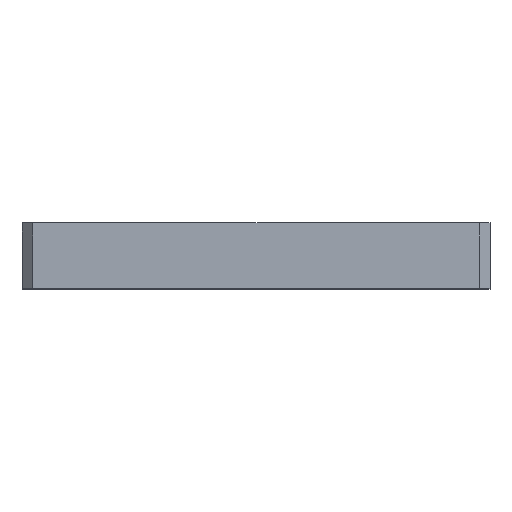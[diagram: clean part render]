
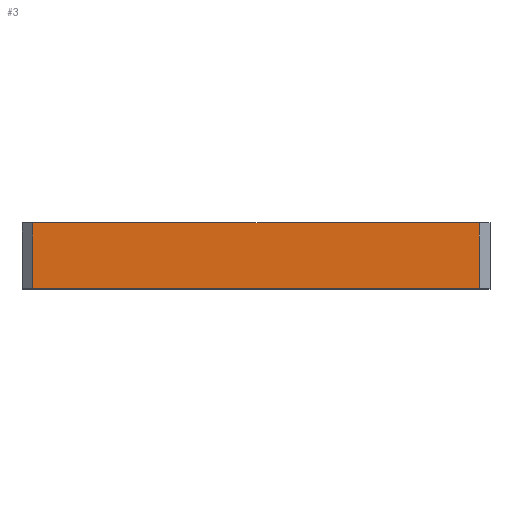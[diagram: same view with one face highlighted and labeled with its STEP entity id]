
A CAD part, top view. The second image highlights one B-rep face of the part: STEP entity #3.
In plain terms, the highlighted planar face has unit normal (0, 0, 1).
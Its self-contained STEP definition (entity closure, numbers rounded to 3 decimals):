
#2 = ORIENTED_EDGE ( 'NONE', *, *, #821, .T. ) ;
#3 = ADVANCED_FACE ( 'NONE', ( #271 ), #339, .F. ) ;
#61 = AXIS2_PLACEMENT_3D ( 'NONE', #264, #836, #581 ) ;
#73 = CARTESIAN_POINT ( 'NONE',  ( -35.5, -74.5, -13.5 ) ) ;
#75 = EDGE_CURVE ( 'NONE', #943, #480, #578, .T. ) ;
#85 = DIRECTION ( 'NONE',  ( 1., 0., 0. ) ) ;
#109 = DIRECTION ( 'NONE',  ( 1., 0., 0. ) ) ;
#264 = CARTESIAN_POINT ( 'NONE',  ( 6.5, -74.5, -13.5 ) ) ;
#271 = FACE_OUTER_BOUND ( 'NONE', #650, .T. ) ;
#304 = CARTESIAN_POINT ( 'NONE',  ( 5.5, -74.5, -13.5 ) ) ;
#314 = EDGE_CURVE ( 'NONE', #1047, #518, #814, .T. ) ;
#320 = VECTOR ( 'NONE', #85, 1000. ) ;
#339 = PLANE ( 'NONE',  #61 ) ;
#342 = CARTESIAN_POINT ( 'NONE',  ( 5.5, -74.5, -13.5 ) ) ;
#343 = CARTESIAN_POINT ( 'NONE',  ( 6.5, -80.5, -13.5 ) ) ;
#357 = CARTESIAN_POINT ( 'NONE',  ( -35.5, -80.5, -13.5 ) ) ;
#383 = CARTESIAN_POINT ( 'NONE',  ( -35.5, -74.5, -13.5 ) ) ;
#400 = LINE ( 'NONE', #73, #948 ) ;
#406 = VECTOR ( 'NONE', #472, 1000. ) ;
#472 = DIRECTION ( 'NONE',  ( 0., 1., 0. ) ) ;
#480 = VERTEX_POINT ( 'NONE', #915 ) ;
#499 = ORIENTED_EDGE ( 'NONE', *, *, #314, .F. ) ;
#518 = VERTEX_POINT ( 'NONE', #342 ) ;
#578 = LINE ( 'NONE', #343, #716 ) ;
#581 = DIRECTION ( 'NONE',  ( 0., -1., 0. ) ) ;
#615 = ORIENTED_EDGE ( 'NONE', *, *, #876, .T. ) ;
#642 = DIRECTION ( 'NONE',  ( 0., -1., 0. ) ) ;
#650 = EDGE_LOOP ( 'NONE', ( #963, #2, #499, #615 ) ) ;
#705 = LINE ( 'NONE', #304, #406 ) ;
#716 = VECTOR ( 'NONE', #109, 1000. ) ;
#814 = LINE ( 'NONE', #960, #320 ) ;
#821 = EDGE_CURVE ( 'NONE', #480, #518, #705, .T. ) ;
#836 = DIRECTION ( 'NONE',  ( 0., 0., -1. ) ) ;
#876 = EDGE_CURVE ( 'NONE', #1047, #943, #400, .T. ) ;
#915 = CARTESIAN_POINT ( 'NONE',  ( 5.5, -80.5, -13.5 ) ) ;
#943 = VERTEX_POINT ( 'NONE', #357 ) ;
#948 = VECTOR ( 'NONE', #642, 1000. ) ;
#960 = CARTESIAN_POINT ( 'NONE',  ( 6.5, -74.5, -13.5 ) ) ;
#963 = ORIENTED_EDGE ( 'NONE', *, *, #75, .T. ) ;
#1047 = VERTEX_POINT ( 'NONE', #383 ) ;
